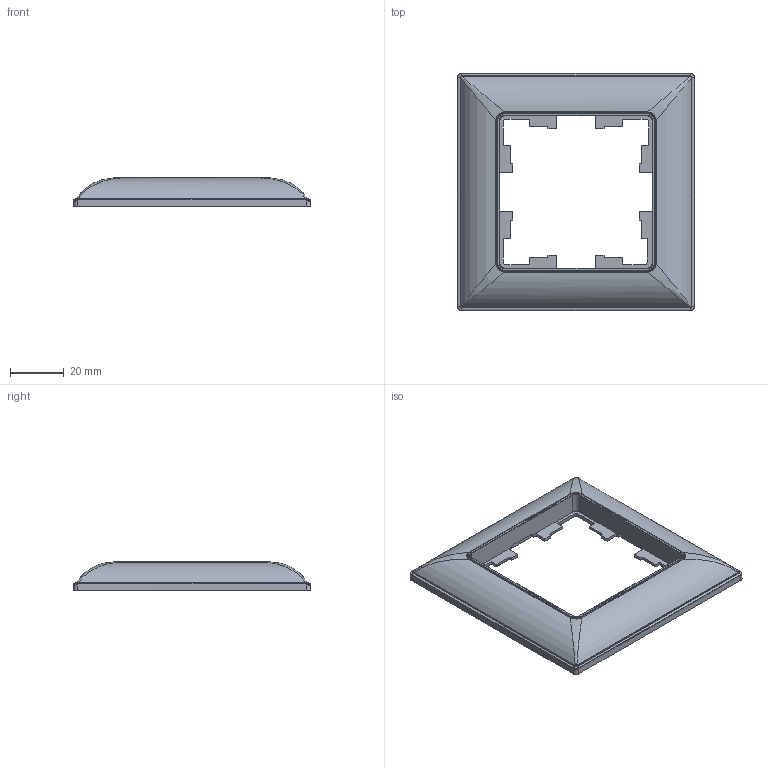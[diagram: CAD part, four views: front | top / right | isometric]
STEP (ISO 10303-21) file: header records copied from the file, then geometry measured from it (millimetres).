
FILE_DESCRIPTION (( 'STEP AP214' ), '1' );
FILE_NAME ('BRITE Ðàìêà 1-ìåñò âûï.STEP', '2025-12-26T14:02:52', ( '' ), ( '' ), 'SwSTEP 2.0', 'SolidWorks 2022', '' );
FILE_SCHEMA (( 'AUTOMOTIVE_DESIGN' ));
Length unit declared in the file: millimetre
Products named in the file (1): BRITE Рамка 1-мест вып
Bounding box: 87.98 x 87.98 x 10.7 mm (x, y, z)
Volume: 30934.3 mm3; surface area: 22105 mm2
Topology: 1 solids, 1 shells, 474 faces, 1377 edges, 895 vertices
Faces by surface type: plane 299, cylinder 107, bspline 64, cone 4
Entity records: 19719 total; most frequent: CARTESIAN_POINT 6479, ORIENTED_EDGE 2754, DIRECTION 1922, EDGE_CURVE 1377, VECTOR 914, LINE 914, VERTEX_POINT 895, EDGE_LOOP 510
